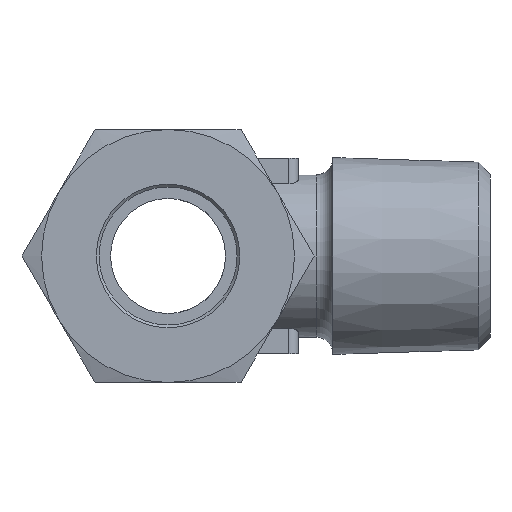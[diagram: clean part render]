
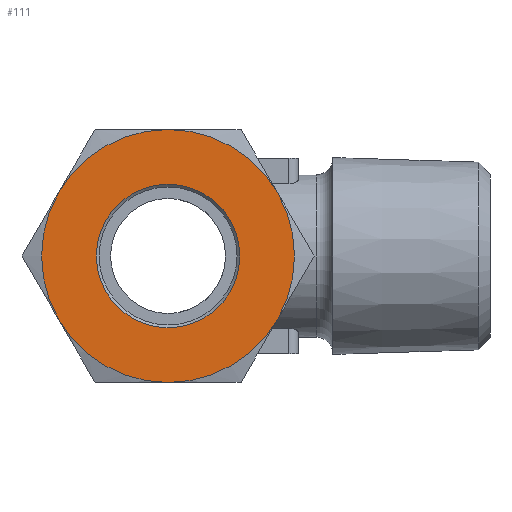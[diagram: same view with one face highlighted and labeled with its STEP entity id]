
A CAD part, left-side view. The second image highlights one B-rep face of the part: STEP entity #111.
In plain terms, the highlighted planar face has unit normal (-1, 0, 0).
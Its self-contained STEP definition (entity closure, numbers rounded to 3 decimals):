
#111 = ADVANCED_FACE( '', ( #260, #261 ), #262, .F. );
#260 = FACE_OUTER_BOUND( '', #486, .T. );
#261 = FACE_BOUND( '', #487, .T. );
#262 = PLANE( '', #488 );
#486 = EDGE_LOOP( '', ( #923, #924, #925, #926, #927, #928 ) );
#487 = EDGE_LOOP( '', ( #929 ) );
#488 = AXIS2_PLACEMENT_3D( '', #930, #931, #932 );
#923 = ORIENTED_EDGE( '', *, *, #1489, .F. );
#924 = ORIENTED_EDGE( '', *, *, #1490, .F. );
#925 = ORIENTED_EDGE( '', *, *, #1491, .F. );
#926 = ORIENTED_EDGE( '', *, *, #1492, .F. );
#927 = ORIENTED_EDGE( '', *, *, #1488, .F. );
#928 = ORIENTED_EDGE( '', *, *, #1493, .F. );
#929 = ORIENTED_EDGE( '', *, *, #1437, .T. );
#930 = CARTESIAN_POINT( '', ( -32.5, 0., 0. ) );
#931 = DIRECTION( '', ( 1., 0., 0. ) );
#932 = DIRECTION( '', ( 0., 0., -1. ) );
#1437 = EDGE_CURVE( '', #1730, #1730, #1731, .T. );
#1488 = EDGE_CURVE( '', #1816, #1619, #1818, .T. );
#1489 = EDGE_CURVE( '', #1819, #1634, #1820, .T. );
#1490 = EDGE_CURVE( '', #1652, #1819, #1821, .T. );
#1491 = EDGE_CURVE( '', #1822, #1652, #1823, .T. );
#1492 = EDGE_CURVE( '', #1619, #1822, #1824, .T. );
#1493 = EDGE_CURVE( '', #1634, #1816, #1825, .T. );
#1619 = VERTEX_POINT( '', #2062 );
#1634 = VERTEX_POINT( '', #2104 );
#1652 = VERTEX_POINT( '', #2154 );
#1730 = VERTEX_POINT( '', #2425 );
#1731 = CIRCLE( '', #2426, 6.241 );
#1816 = VERTEX_POINT( '', #2587 );
#1818 = CIRCLE( '', #2594, 11. );
#1819 = VERTEX_POINT( '', #2595 );
#1820 = CIRCLE( '', #2596, 11. );
#1821 = CIRCLE( '', #2597, 11. );
#1822 = VERTEX_POINT( '', #2598 );
#1823 = CIRCLE( '', #2599, 11. );
#1824 = CIRCLE( '', #2600, 11. );
#1825 = CIRCLE( '', #2601, 11. );
#2062 = CARTESIAN_POINT( '', ( -32.5, -9.526, 5.5 ) );
#2104 = CARTESIAN_POINT( '', ( -32.5, 9.526, 5.5 ) );
#2154 = CARTESIAN_POINT( '', ( -32.5, 0., -11. ) );
#2425 = CARTESIAN_POINT( '', ( -32.5, 0., -6.241 ) );
#2426 = AXIS2_PLACEMENT_3D( '', #2912, #2913, #2914 );
#2587 = CARTESIAN_POINT( '', ( -32.5, 0., 11. ) );
#2594 = AXIS2_PLACEMENT_3D( '', #2994, #2995, #2996 );
#2595 = CARTESIAN_POINT( '', ( -32.5, 9.526, -5.5 ) );
#2596 = AXIS2_PLACEMENT_3D( '', #2997, #2998, #2999 );
#2597 = AXIS2_PLACEMENT_3D( '', #3000, #3001, #3002 );
#2598 = CARTESIAN_POINT( '', ( -32.5, -9.526, -5.5 ) );
#2599 = AXIS2_PLACEMENT_3D( '', #3003, #3004, #3005 );
#2600 = AXIS2_PLACEMENT_3D( '', #3006, #3007, #3008 );
#2601 = AXIS2_PLACEMENT_3D( '', #3009, #3010, #3011 );
#2912 = CARTESIAN_POINT( '', ( -32.5, 0., 0. ) );
#2913 = DIRECTION( '', ( 1., 0., 0. ) );
#2914 = DIRECTION( '', ( 0., 0., -1. ) );
#2994 = CARTESIAN_POINT( '', ( -32.5, 0., 0. ) );
#2995 = DIRECTION( '', ( 1., 0., 0. ) );
#2996 = DIRECTION( '', ( 0., 0., -1. ) );
#2997 = CARTESIAN_POINT( '', ( -32.5, 0., 0. ) );
#2998 = DIRECTION( '', ( 1., 0., 0. ) );
#2999 = DIRECTION( '', ( 0., 0., -1. ) );
#3000 = CARTESIAN_POINT( '', ( -32.5, 0., 0. ) );
#3001 = DIRECTION( '', ( 1., 0., 0. ) );
#3002 = DIRECTION( '', ( 0., 0., -1. ) );
#3003 = CARTESIAN_POINT( '', ( -32.5, 0., 0. ) );
#3004 = DIRECTION( '', ( 1., 0., 0. ) );
#3005 = DIRECTION( '', ( 0., 0., -1. ) );
#3006 = CARTESIAN_POINT( '', ( -32.5, 0., 0. ) );
#3007 = DIRECTION( '', ( 1., 0., 0. ) );
#3008 = DIRECTION( '', ( 0., 0., -1. ) );
#3009 = CARTESIAN_POINT( '', ( -32.5, 0., 0. ) );
#3010 = DIRECTION( '', ( 1., 0., 0. ) );
#3011 = DIRECTION( '', ( 0., 0., -1. ) );
